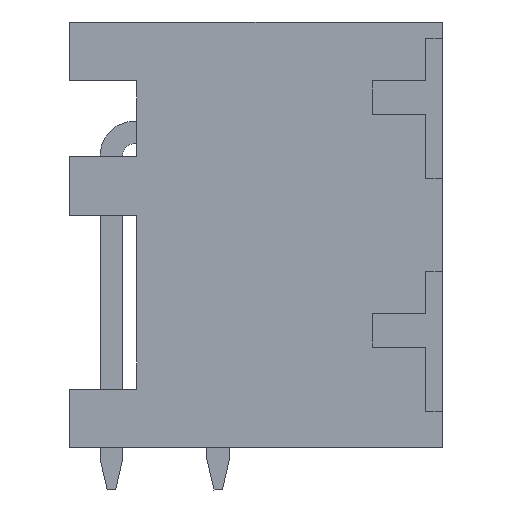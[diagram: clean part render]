
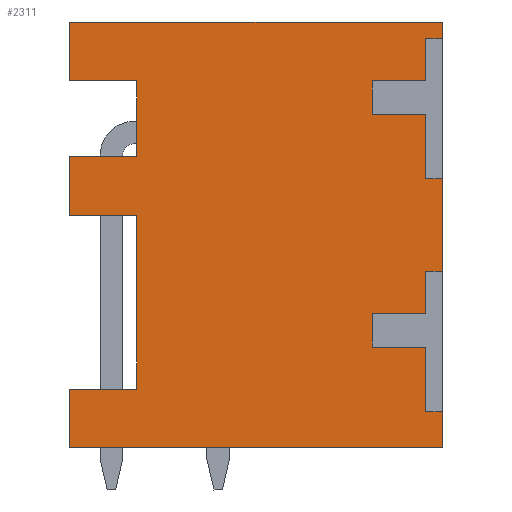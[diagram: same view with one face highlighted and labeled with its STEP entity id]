
A CAD part, left-side view. The second image highlights one B-rep face of the part: STEP entity #2311.
In plain terms, the highlighted planar face has unit normal (-1, 0, 0).
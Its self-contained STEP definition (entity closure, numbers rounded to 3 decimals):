
#2185=AXIS2_PLACEMENT_3D('Plane Axis2P3D',#2182,#2183,#2184) ;
#126=CARTESIAN_POINT('Vertex',(0.3,0.,16.7)) ;
#129=CARTESIAN_POINT('Line Origine',(0.3,0.,16.4)) ;
#133=CARTESIAN_POINT('Vertex',(0.3,0.,16.1)) ;
#154=CARTESIAN_POINT('Vertex',(0.3,0.,11.1)) ;
#157=CARTESIAN_POINT('Line Origine',(0.3,0.,9.45)) ;
#161=CARTESIAN_POINT('Vertex',(0.3,0.,7.8)) ;
#182=CARTESIAN_POINT('Vertex',(0.3,0.,2.8)) ;
#185=CARTESIAN_POINT('Line Origine',(0.3,0.,2.15)) ;
#189=CARTESIAN_POINT('Vertex',(0.3,0.,1.5)) ;
#954=CARTESIAN_POINT('Vertex',(0.3,13.3,16.7)) ;
#957=CARTESIAN_POINT('Line Origine',(0.3,6.65,16.7)) ;
#1019=CARTESIAN_POINT('Vertex',(0.3,13.3,14.6)) ;
#1024=CARTESIAN_POINT('Line Origine',(0.3,13.3,15.65)) ;
#1166=CARTESIAN_POINT('Vertex',(0.3,10.9,14.6)) ;
#1171=CARTESIAN_POINT('Line Origine',(0.3,12.1,14.6)) ;
#1249=CARTESIAN_POINT('Vertex',(0.3,10.9,11.9)) ;
#1254=CARTESIAN_POINT('Line Origine',(0.3,10.9,13.25)) ;
#1332=CARTESIAN_POINT('Vertex',(0.3,13.3,11.9)) ;
#1337=CARTESIAN_POINT('Line Origine',(0.3,12.1,11.9)) ;
#1410=CARTESIAN_POINT('Vertex',(0.3,13.3,9.8)) ;
#1415=CARTESIAN_POINT('Line Origine',(0.3,13.3,10.85)) ;
#1621=CARTESIAN_POINT('Vertex',(0.3,10.9,9.8)) ;
#1626=CARTESIAN_POINT('Line Origine',(0.3,12.1,9.8)) ;
#1699=CARTESIAN_POINT('Vertex',(0.3,10.9,3.6)) ;
#1704=CARTESIAN_POINT('Line Origine',(0.3,10.9,6.7)) ;
#1782=CARTESIAN_POINT('Vertex',(0.3,13.3,3.6)) ;
#1787=CARTESIAN_POINT('Line Origine',(0.3,12.1,3.6)) ;
#1860=CARTESIAN_POINT('Vertex',(0.3,13.3,1.5)) ;
#1865=CARTESIAN_POINT('Line Origine',(0.3,13.3,2.55)) ;
#2067=CARTESIAN_POINT('Line Origine',(0.3,6.65,1.5)) ;
#2182=CARTESIAN_POINT('Axis2P3D Location',(0.3,0.,0.)) ;
#2187=CARTESIAN_POINT('Line Origine',(0.3,0.3,11.1)) ;
#2191=CARTESIAN_POINT('Vertex',(0.3,0.6,11.1)) ;
#2194=CARTESIAN_POINT('Line Origine',(0.3,0.6,12.25)) ;
#2198=CARTESIAN_POINT('Vertex',(0.3,0.6,13.4)) ;
#2201=CARTESIAN_POINT('Line Origine',(0.3,1.55,13.4)) ;
#2205=CARTESIAN_POINT('Vertex',(0.3,2.5,13.4)) ;
#2208=CARTESIAN_POINT('Line Origine',(0.3,2.5,14.)) ;
#2212=CARTESIAN_POINT('Vertex',(0.3,2.5,14.6)) ;
#2215=CARTESIAN_POINT('Line Origine',(0.3,1.55,14.6)) ;
#2219=CARTESIAN_POINT('Vertex',(0.3,0.6,14.6)) ;
#2222=CARTESIAN_POINT('Line Origine',(0.3,0.6,15.35)) ;
#2226=CARTESIAN_POINT('Vertex',(0.3,0.6,16.1)) ;
#2229=CARTESIAN_POINT('Line Origine',(0.3,0.3,16.1)) ;
#2234=CARTESIAN_POINT('Line Origine',(0.3,0.3,2.8)) ;
#2238=CARTESIAN_POINT('Vertex',(0.3,0.6,2.8)) ;
#2241=CARTESIAN_POINT('Line Origine',(0.3,0.6,3.95)) ;
#2245=CARTESIAN_POINT('Vertex',(0.3,0.6,5.1)) ;
#2248=CARTESIAN_POINT('Line Origine',(0.3,1.55,5.1)) ;
#2252=CARTESIAN_POINT('Vertex',(0.3,2.5,5.1)) ;
#2255=CARTESIAN_POINT('Line Origine',(0.3,2.5,5.7)) ;
#2259=CARTESIAN_POINT('Vertex',(0.3,2.5,6.3)) ;
#2262=CARTESIAN_POINT('Line Origine',(0.3,1.55,6.3)) ;
#2266=CARTESIAN_POINT('Vertex',(0.3,0.6,6.3)) ;
#2269=CARTESIAN_POINT('Line Origine',(0.3,0.6,7.05)) ;
#2273=CARTESIAN_POINT('Vertex',(0.3,0.6,7.8)) ;
#2276=CARTESIAN_POINT('Line Origine',(0.3,0.3,7.8)) ;
#130=DIRECTION('Vector Direction',(0.,0.,-1.)) ;
#158=DIRECTION('Vector Direction',(0.,0.,-1.)) ;
#186=DIRECTION('Vector Direction',(0.,0.,-1.)) ;
#958=DIRECTION('Vector Direction',(0.,-1.,0.)) ;
#1025=DIRECTION('Vector Direction',(0.,0.,1.)) ;
#1172=DIRECTION('Vector Direction',(0.,1.,0.)) ;
#1255=DIRECTION('Vector Direction',(0.,0.,1.)) ;
#1338=DIRECTION('Vector Direction',(0.,-1.,0.)) ;
#1416=DIRECTION('Vector Direction',(0.,0.,1.)) ;
#1627=DIRECTION('Vector Direction',(0.,1.,0.)) ;
#1705=DIRECTION('Vector Direction',(0.,0.,1.)) ;
#1788=DIRECTION('Vector Direction',(0.,-1.,0.)) ;
#1866=DIRECTION('Vector Direction',(0.,0.,1.)) ;
#2068=DIRECTION('Vector Direction',(0.,1.,0.)) ;
#2183=DIRECTION('Axis2P3D Direction',(-1.,0.,0.)) ;
#2184=DIRECTION('Axis2P3D XDirection',(0.,-1.,0.)) ;
#2188=DIRECTION('Vector Direction',(0.,1.,0.)) ;
#2195=DIRECTION('Vector Direction',(0.,0.,1.)) ;
#2202=DIRECTION('Vector Direction',(0.,1.,0.)) ;
#2209=DIRECTION('Vector Direction',(0.,0.,1.)) ;
#2216=DIRECTION('Vector Direction',(0.,-1.,0.)) ;
#2223=DIRECTION('Vector Direction',(0.,0.,1.)) ;
#2230=DIRECTION('Vector Direction',(0.,-1.,0.)) ;
#2235=DIRECTION('Vector Direction',(0.,1.,0.)) ;
#2242=DIRECTION('Vector Direction',(0.,0.,1.)) ;
#2249=DIRECTION('Vector Direction',(0.,1.,0.)) ;
#2256=DIRECTION('Vector Direction',(0.,0.,1.)) ;
#2263=DIRECTION('Vector Direction',(0.,-1.,0.)) ;
#2270=DIRECTION('Vector Direction',(0.,0.,1.)) ;
#2277=DIRECTION('Vector Direction',(0.,-1.,0.)) ;
#131=VECTOR('Line Direction',#130,1.) ;
#159=VECTOR('Line Direction',#158,1.) ;
#187=VECTOR('Line Direction',#186,1.) ;
#959=VECTOR('Line Direction',#958,1.) ;
#1026=VECTOR('Line Direction',#1025,1.) ;
#1173=VECTOR('Line Direction',#1172,1.) ;
#1256=VECTOR('Line Direction',#1255,1.) ;
#1339=VECTOR('Line Direction',#1338,1.) ;
#1417=VECTOR('Line Direction',#1416,1.) ;
#1628=VECTOR('Line Direction',#1627,1.) ;
#1706=VECTOR('Line Direction',#1705,1.) ;
#1789=VECTOR('Line Direction',#1788,1.) ;
#1867=VECTOR('Line Direction',#1866,1.) ;
#2069=VECTOR('Line Direction',#2068,1.) ;
#2189=VECTOR('Line Direction',#2188,1.) ;
#2196=VECTOR('Line Direction',#2195,1.) ;
#2203=VECTOR('Line Direction',#2202,1.) ;
#2210=VECTOR('Line Direction',#2209,1.) ;
#2217=VECTOR('Line Direction',#2216,1.) ;
#2224=VECTOR('Line Direction',#2223,1.) ;
#2231=VECTOR('Line Direction',#2230,1.) ;
#2236=VECTOR('Line Direction',#2235,1.) ;
#2243=VECTOR('Line Direction',#2242,1.) ;
#2250=VECTOR('Line Direction',#2249,1.) ;
#2257=VECTOR('Line Direction',#2256,1.) ;
#2264=VECTOR('Line Direction',#2263,1.) ;
#2271=VECTOR('Line Direction',#2270,1.) ;
#2278=VECTOR('Line Direction',#2277,1.) ;
#2282=ORIENTED_EDGE('',*,*,#163,.T.) ;
#2283=ORIENTED_EDGE('',*,*,#2193,.F.) ;
#2284=ORIENTED_EDGE('',*,*,#2200,.F.) ;
#2285=ORIENTED_EDGE('',*,*,#2207,.F.) ;
#2286=ORIENTED_EDGE('',*,*,#2214,.F.) ;
#2287=ORIENTED_EDGE('',*,*,#2221,.F.) ;
#2288=ORIENTED_EDGE('',*,*,#2228,.F.) ;
#2289=ORIENTED_EDGE('',*,*,#2233,.F.) ;
#2290=ORIENTED_EDGE('',*,*,#135,.T.) ;
#2291=ORIENTED_EDGE('',*,*,#961,.T.) ;
#2292=ORIENTED_EDGE('',*,*,#1028,.T.) ;
#2293=ORIENTED_EDGE('',*,*,#1175,.T.) ;
#2294=ORIENTED_EDGE('',*,*,#1258,.T.) ;
#2295=ORIENTED_EDGE('',*,*,#1341,.T.) ;
#2296=ORIENTED_EDGE('',*,*,#1419,.T.) ;
#2297=ORIENTED_EDGE('',*,*,#1630,.T.) ;
#2298=ORIENTED_EDGE('',*,*,#1708,.T.) ;
#2299=ORIENTED_EDGE('',*,*,#1791,.T.) ;
#2300=ORIENTED_EDGE('',*,*,#1869,.T.) ;
#2301=ORIENTED_EDGE('',*,*,#2071,.T.) ;
#2302=ORIENTED_EDGE('',*,*,#191,.T.) ;
#2303=ORIENTED_EDGE('',*,*,#2240,.F.) ;
#2304=ORIENTED_EDGE('',*,*,#2247,.F.) ;
#2305=ORIENTED_EDGE('',*,*,#2254,.F.) ;
#2306=ORIENTED_EDGE('',*,*,#2261,.F.) ;
#2307=ORIENTED_EDGE('',*,*,#2268,.F.) ;
#2308=ORIENTED_EDGE('',*,*,#2275,.F.) ;
#2309=ORIENTED_EDGE('',*,*,#2280,.F.) ;
#2311=ADVANCED_FACE('HOUSING',(#2310),#2186,.T.) ;
#135=EDGE_CURVE('',#134,#127,#132,.F.) ;
#163=EDGE_CURVE('',#162,#155,#160,.F.) ;
#191=EDGE_CURVE('',#190,#183,#188,.F.) ;
#961=EDGE_CURVE('',#127,#955,#960,.F.) ;
#1028=EDGE_CURVE('',#955,#1020,#1027,.F.) ;
#1175=EDGE_CURVE('',#1020,#1167,#1174,.F.) ;
#1258=EDGE_CURVE('',#1167,#1250,#1257,.F.) ;
#1341=EDGE_CURVE('',#1250,#1333,#1340,.F.) ;
#1419=EDGE_CURVE('',#1333,#1411,#1418,.F.) ;
#1630=EDGE_CURVE('',#1411,#1622,#1629,.F.) ;
#1708=EDGE_CURVE('',#1622,#1700,#1707,.F.) ;
#1791=EDGE_CURVE('',#1700,#1783,#1790,.F.) ;
#1869=EDGE_CURVE('',#1783,#1861,#1868,.F.) ;
#2071=EDGE_CURVE('',#1861,#190,#2070,.F.) ;
#2193=EDGE_CURVE('',#2192,#155,#2190,.F.) ;
#2200=EDGE_CURVE('',#2199,#2192,#2197,.F.) ;
#2207=EDGE_CURVE('',#2206,#2199,#2204,.F.) ;
#2214=EDGE_CURVE('',#2213,#2206,#2211,.F.) ;
#2221=EDGE_CURVE('',#2220,#2213,#2218,.F.) ;
#2228=EDGE_CURVE('',#2227,#2220,#2225,.F.) ;
#2233=EDGE_CURVE('',#134,#2227,#2232,.F.) ;
#2240=EDGE_CURVE('',#2239,#183,#2237,.F.) ;
#2247=EDGE_CURVE('',#2246,#2239,#2244,.F.) ;
#2254=EDGE_CURVE('',#2253,#2246,#2251,.F.) ;
#2261=EDGE_CURVE('',#2260,#2253,#2258,.F.) ;
#2268=EDGE_CURVE('',#2267,#2260,#2265,.F.) ;
#2275=EDGE_CURVE('',#2274,#2267,#2272,.F.) ;
#2280=EDGE_CURVE('',#162,#2274,#2279,.F.) ;
#2281=EDGE_LOOP('',(#2282,#2283,#2284,#2285,#2286,#2287,#2288,#2289,#2290,#2291,#2292,#2293,#2294,#2295,#2296,#2297,#2298,#2299,#2300,#2301,#2302,#2303,#2304,#2305,#2306,#2307,#2308,#2309)) ;
#2310=FACE_OUTER_BOUND('',#2281,.T.) ;
#132=LINE('Line',#129,#131) ;
#160=LINE('Line',#157,#159) ;
#188=LINE('Line',#185,#187) ;
#960=LINE('Line',#957,#959) ;
#1027=LINE('Line',#1024,#1026) ;
#1174=LINE('Line',#1171,#1173) ;
#1257=LINE('Line',#1254,#1256) ;
#1340=LINE('Line',#1337,#1339) ;
#1418=LINE('Line',#1415,#1417) ;
#1629=LINE('Line',#1626,#1628) ;
#1707=LINE('Line',#1704,#1706) ;
#1790=LINE('Line',#1787,#1789) ;
#1868=LINE('Line',#1865,#1867) ;
#2070=LINE('Line',#2067,#2069) ;
#2190=LINE('Line',#2187,#2189) ;
#2197=LINE('Line',#2194,#2196) ;
#2204=LINE('Line',#2201,#2203) ;
#2211=LINE('Line',#2208,#2210) ;
#2218=LINE('Line',#2215,#2217) ;
#2225=LINE('Line',#2222,#2224) ;
#2232=LINE('Line',#2229,#2231) ;
#2237=LINE('Line',#2234,#2236) ;
#2244=LINE('Line',#2241,#2243) ;
#2251=LINE('Line',#2248,#2250) ;
#2258=LINE('Line',#2255,#2257) ;
#2265=LINE('Line',#2262,#2264) ;
#2272=LINE('Line',#2269,#2271) ;
#2279=LINE('Line',#2276,#2278) ;
#2186=PLANE('',#2185) ;
#127=VERTEX_POINT('',#126) ;
#134=VERTEX_POINT('',#133) ;
#155=VERTEX_POINT('',#154) ;
#162=VERTEX_POINT('',#161) ;
#183=VERTEX_POINT('',#182) ;
#190=VERTEX_POINT('',#189) ;
#955=VERTEX_POINT('',#954) ;
#1020=VERTEX_POINT('',#1019) ;
#1167=VERTEX_POINT('',#1166) ;
#1250=VERTEX_POINT('',#1249) ;
#1333=VERTEX_POINT('',#1332) ;
#1411=VERTEX_POINT('',#1410) ;
#1622=VERTEX_POINT('',#1621) ;
#1700=VERTEX_POINT('',#1699) ;
#1783=VERTEX_POINT('',#1782) ;
#1861=VERTEX_POINT('',#1860) ;
#2192=VERTEX_POINT('',#2191) ;
#2199=VERTEX_POINT('',#2198) ;
#2206=VERTEX_POINT('',#2205) ;
#2213=VERTEX_POINT('',#2212) ;
#2220=VERTEX_POINT('',#2219) ;
#2227=VERTEX_POINT('',#2226) ;
#2239=VERTEX_POINT('',#2238) ;
#2246=VERTEX_POINT('',#2245) ;
#2253=VERTEX_POINT('',#2252) ;
#2260=VERTEX_POINT('',#2259) ;
#2267=VERTEX_POINT('',#2266) ;
#2274=VERTEX_POINT('',#2273) ;
